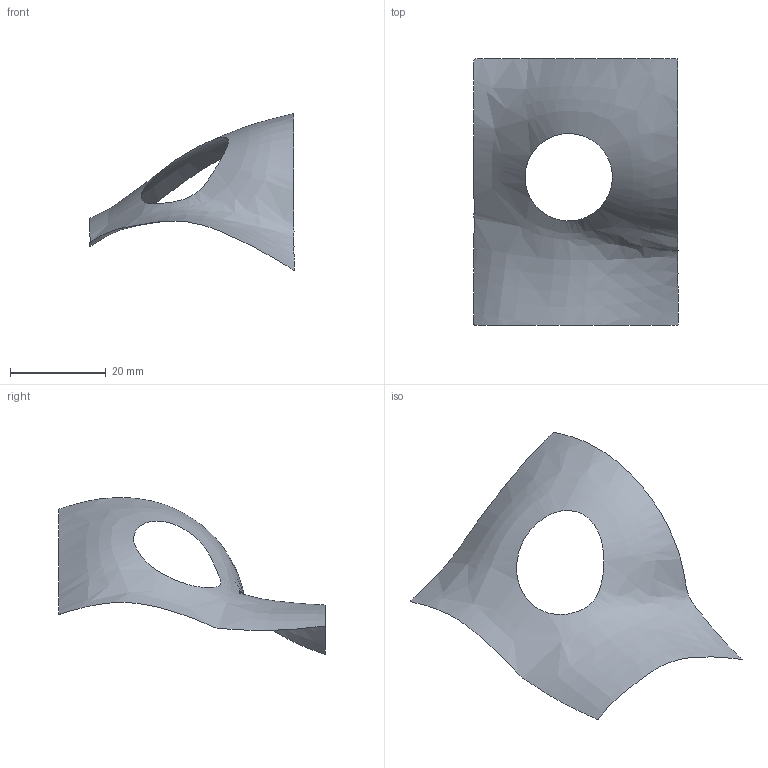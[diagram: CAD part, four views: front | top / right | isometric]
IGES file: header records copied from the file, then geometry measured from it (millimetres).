
Start section: This file is generated by Geomagic Design X(3D Systems, Inc.). This file is generated by Geomagic Design X(3D Systems, Inc.). This file is generated by Geomagic Design X(3D Systems, Inc.).
Global section: file name: 45HShell with hole.igs; native system: Rhinoceros ( Mar  6 2018 ); preprocessor: Trout Lake IGES 012 Mar  6 2018; date: 180324.184431; units: millimetre
Bounding box: 42.75 x 55.79 x 32.82 mm (x, y, z)
Surface area: 2547.5 mm2 (no closed solid volume)
Topology: 0 solids, 0 shells, 1 faces, 165 edges, 165 vertices
Faces by surface type: bspline 1
